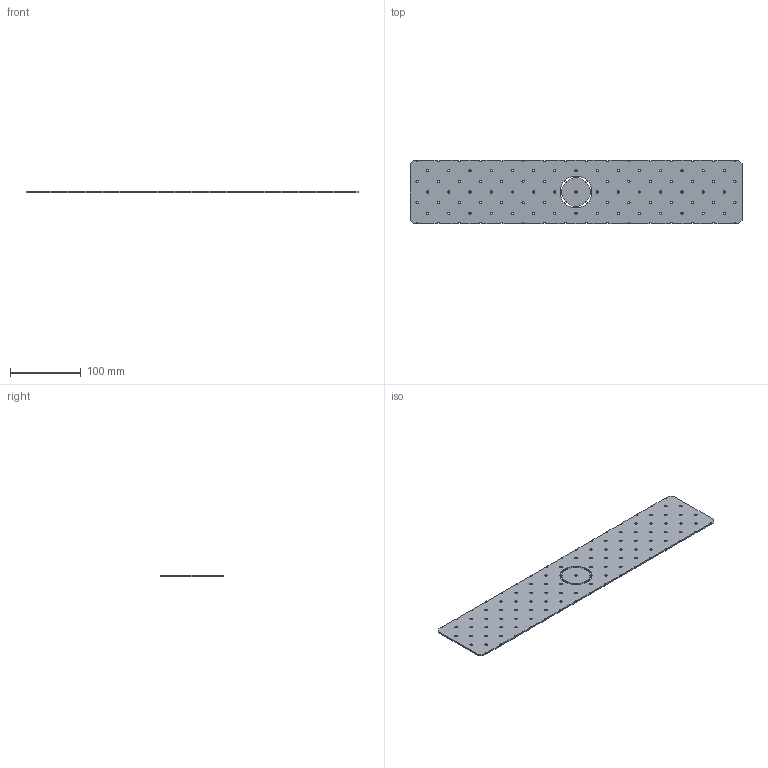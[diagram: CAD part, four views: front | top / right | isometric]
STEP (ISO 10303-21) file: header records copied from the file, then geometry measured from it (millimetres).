
FILE_DESCRIPTION(('KiCad electronic assembly'),'2;1');
FILE_NAME('staging-plate.step','2024-07-09T18:30:33',('Pcbnew'),('Kicad' ),'Open CASCADE STEP processor 7.5','KiCad to STEP converter', 'Unknown');
FILE_SCHEMA(('AUTOMOTIVE_DESIGN { 1 0 10303 214 1 1 1 1 }'));
Length unit declared in the file: millimetre
Products named in the file (2): staging-plate 1; staging-plate PCB
Assembly tree (1 placements, depth 2):
  staging-plate 1
    staging-plate PCB
Bounding box: 470 x 89.6 x 1.99 mm (x, y, z)
Volume: 81771.3 mm3; surface area: 86583 mm2
Topology: 1 solids, 1 shells, 235 faces, 699 edges, 466 vertices
Faces by surface type: cylinder 185, plane 50
Full cylindrical faces by diameter (mm): 0.5 x48, 3.2 x73
Entity records: 17717 total; most frequent: DIRECTION 2941, CARTESIAN_POINT 2800, ORIENTED_EDGE 1398, PCURVE 1398, DEFINITIONAL_REPRESENTATION 1398, LINE 1357, VECTOR 1357, CIRCLE 740
